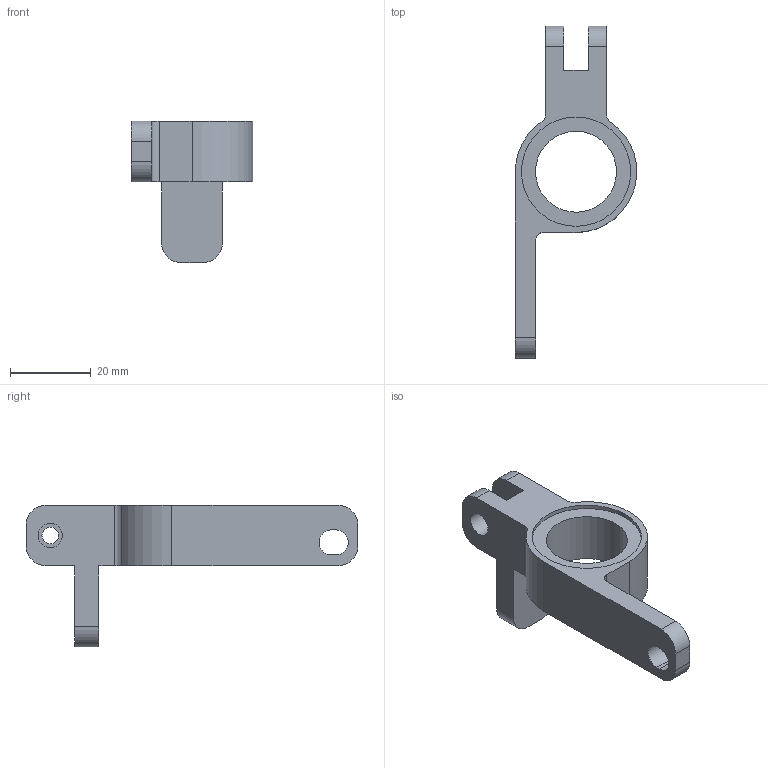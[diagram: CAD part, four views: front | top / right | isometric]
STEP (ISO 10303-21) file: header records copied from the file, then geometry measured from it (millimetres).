
FILE_DESCRIPTION(/* description */ (''),/* implementation_level */ '2;1');
FILE_NAME(/* name */ 'chariot_blocage_angulaire_support.stp',/* time_stamp */ '2021-03-29T18:24:02+02:00',/* author */ ('Utilisateur'),/* organization */ (''),/* preprocessor_version */ 'ST-DEVELOPER v16.5',/* originating_system */ 'Autodesk Inventor 2017',/* authorisation */ '');
FILE_SCHEMA (('AUTOMOTIVE_DESIGN { 1 0 10303 214 3 1 1 }'));
Length unit declared in the file: millimetre
Products named in the file (1): chariot_blocage_angulaire_support
Bounding box: 29.99 x 82 x 35 mm (x, y, z)
Volume: 13382.6 mm3; surface area: 6962 mm2
Topology: 1 solids, 1 shells, 43 faces, 117 edges, 79 vertices
Faces by surface type: plane 22, cylinder 21
Full cylindrical faces by diameter (mm): 4.134 x1, 5 x1, 6 x1, 20 x1, 27 x2
Entity records: 1366 total; most frequent: DIRECTION 238, CARTESIAN_POINT 228, ORIENTED_EDGE 216, EDGE_CURVE 108, AXIS2_PLACEMENT_3D 86, VERTEX_POINT 76, LINE 66, VECTOR 66
